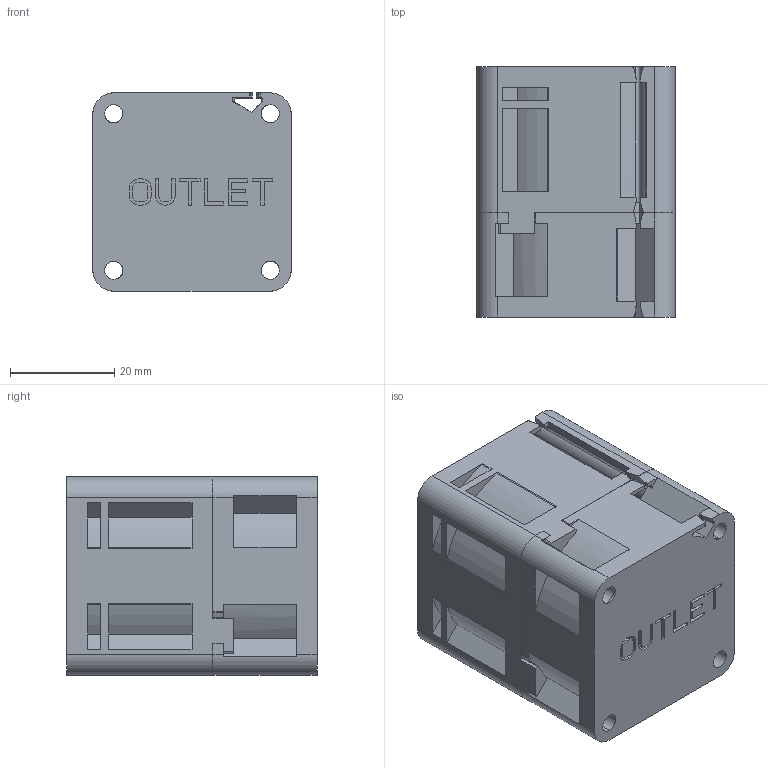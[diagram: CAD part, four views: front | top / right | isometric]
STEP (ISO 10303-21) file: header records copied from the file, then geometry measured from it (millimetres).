
FILE_DESCRIPTION((''),'2;1');
FILE_NAME('ASM0001_ASM','2017-04-07T',('yiliang.gong'),(''),'CREO PARAMETRIC BY PTC INC, 2015080','CREO PARAMETRIC BY PTC INC, 2015080','');
FILE_SCHEMA(('CONFIG_CONTROL_DESIGN'));
Products named in the file (3): 4102070500_11241; 4102070600A11241; ASM0001_ASM
Assembly tree (2 placements, depth 2):
  ASM0001_ASM
    4102070500_11241
    4102070600A11241
Bounding box: 38 x 48 x 38 mm (x, y, z)
Volume: 63295.6 mm3; surface area: 16661.6 mm2
Topology: 2 solids, 2 shells, 439 faces, 1274 edges, 865 vertices
Faces by surface type: plane 313, cylinder 125, bspline 1
Entity records: 14893 total; most frequent: CARTESIAN_POINT 2881, ORIENTED_EDGE 2548, DIRECTION 2441, EDGE_CURVE 1274, VECTOR 935, LINE 935, VERTEX_POINT 865, AXIS2_PLACEMENT_3D 753
